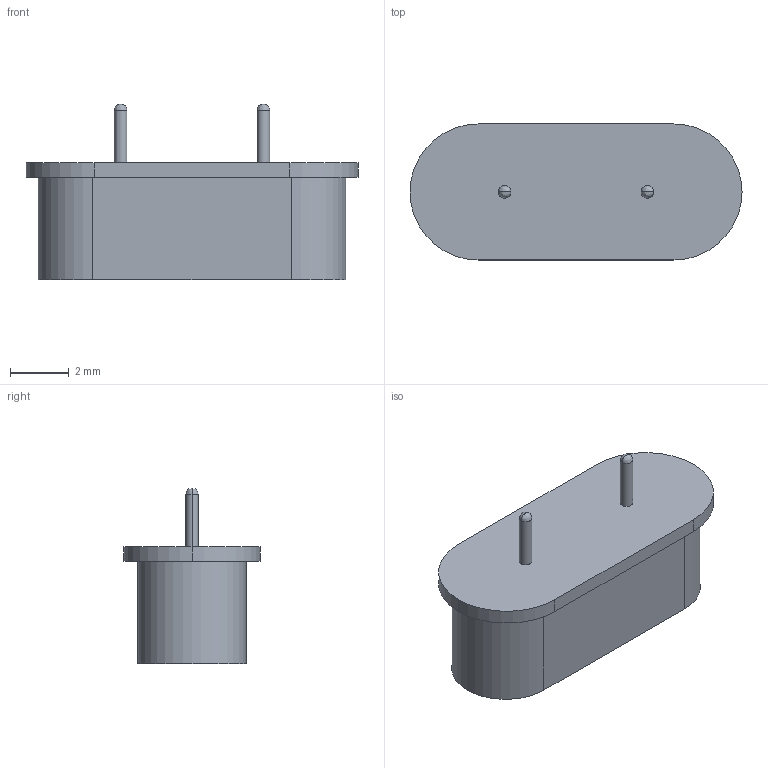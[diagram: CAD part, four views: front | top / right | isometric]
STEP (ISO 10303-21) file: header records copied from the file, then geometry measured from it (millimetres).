
FILE_DESCRIPTION (( 'STEP AP214' ), '1' );
FILE_NAME ('User Library-HC_49_USX.STEP', '2022-04-11T09:12:19', ( '' ), ( '' ), 'SwSTEP 2.0', 'SolidWorks 2021', '' );
FILE_SCHEMA (( 'AUTOMOTIVE_DESIGN' ));
Length unit declared in the file: millimetre
Products named in the file (1): User Library-HC_49_USX
Bounding box: 11.35 x 4.65 x 6 mm (x, y, z)
Volume: 150.3 mm3; surface area: 203.7 mm2
Topology: 1 solids, 1 shells, 21 faces, 50 edges, 30 vertices
Faces by surface type: cylinder 10, plane 7, bspline 4
Entity records: 666 total; most frequent: CARTESIAN_POINT 158, DIRECTION 106, ORIENTED_EDGE 92, EDGE_CURVE 46, AXIS2_PLACEMENT_3D 42, VERTEX_POINT 30, EDGE_LOOP 24, CIRCLE 24
